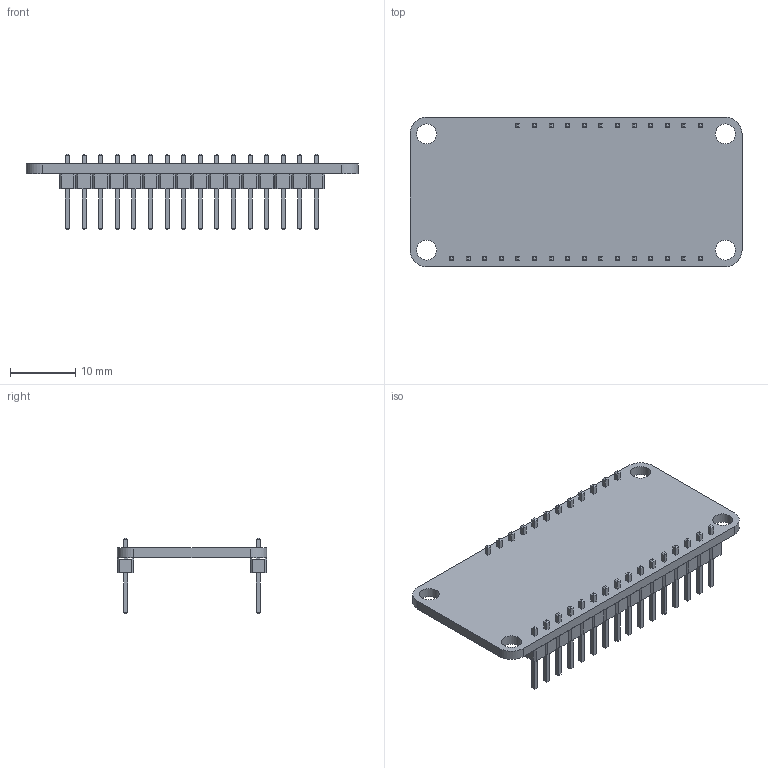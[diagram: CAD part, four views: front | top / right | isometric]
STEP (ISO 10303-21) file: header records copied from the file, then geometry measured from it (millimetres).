
FILE_DESCRIPTION(('FreeCAD Model'),'2;1');
FILE_NAME( 'FeatherM0.step', '2016-02-04T22:42:59',('Author'),(''), 'Open CASCADE STEP processor 6.8','FreeCAD','Unknown');
FILE_SCHEMA(('AUTOMOTIVE_DESIGN_CC2 { 1 2 10303 214 -1 1 5 4 }'));
Length unit declared in the file: millimetre
Products named in the file (2): ASSEMBLY; Fusion002
Assembly tree (1 placements, depth 2):
  ASSEMBLY
    Fusion002
Bounding box: 50.8 x 22.86 x 11.54 mm (x, y, z)
Volume: 2160.3 mm3; surface area: 3745.4 mm2
Topology: 1 solids, 1 shells, 914 faces, 2336 edges, 1358 vertices
Faces by surface type: plane 906, cylinder 8
Full cylindrical faces by diameter (mm): 3.048 x4
Entity records: 62227 total; most frequent: CARTESIAN_POINT 9472, DIRECTION 8090, LINE 6216, VECTOR 6216, ORIENTED_EDGE 4568, PCURVE 4464, DEFINITIONAL_REPRESENTATION 4464, EDGE_CURVE 2232
